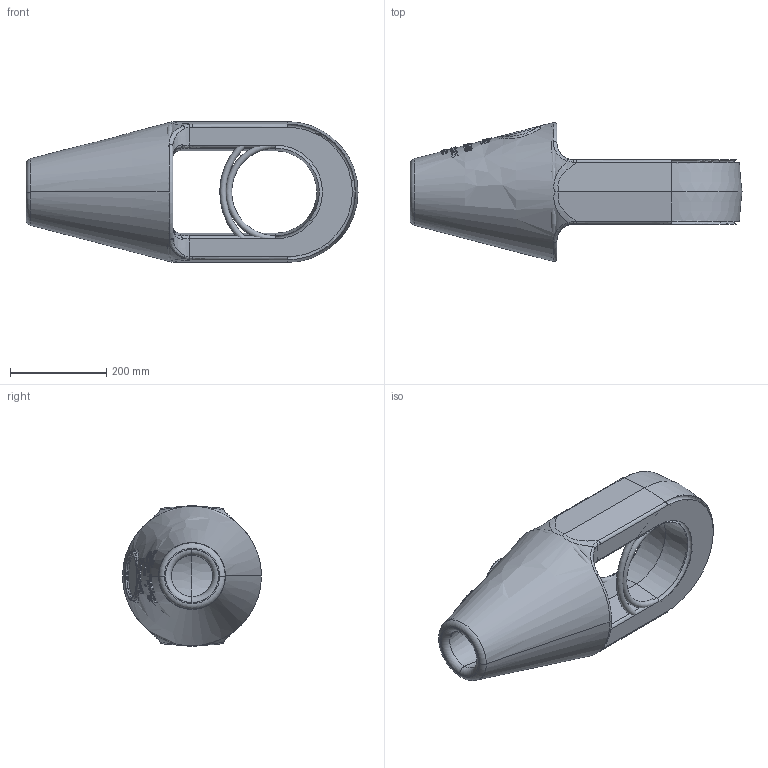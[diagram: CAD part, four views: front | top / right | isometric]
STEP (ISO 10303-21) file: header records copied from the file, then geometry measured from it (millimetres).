
FILE_DESCRIPTION((''),'2;1');
FILE_NAME('CROSBY_417_312_1041795-1041802','2011-08-31T',('Alan Doughty'),('The Crosby Group LLC'),'PRO/ENGINEER BY PARAMETRIC TECHNOLOGY CORPORATION, 2010230','PRO/ENGINEER BY PARAMETRIC TECHNOLOGY CORPORATION, 2010230','');
FILE_SCHEMA(('CONFIG_CONTROL_DESIGN'));
Products named in the file (1): CROSBY_417_312_1041795-1041802
Bounding box: 688.85 x 288.35 x 292.1 mm (x, y, z)
Surface area: 929796.8 mm2 (no closed solid volume)
Topology: 0 solids, 0 shells, 688 faces, 3780 edges, 3766 vertices
Faces by surface type: bspline 666, torus 22
Entity records: 55290 total; most frequent: CARTESIAN_POINT 29464, DEFINITIONAL_REPRESENTATION 3752, PCURVE 3752, COMPOSITE_CURVE_SEGMENT 3752, B_SPLINE_CURVE_WITH_KNOTS 3415, DIRECTION 2381, TRIMMED_CURVE 2213, VECTOR 2089
